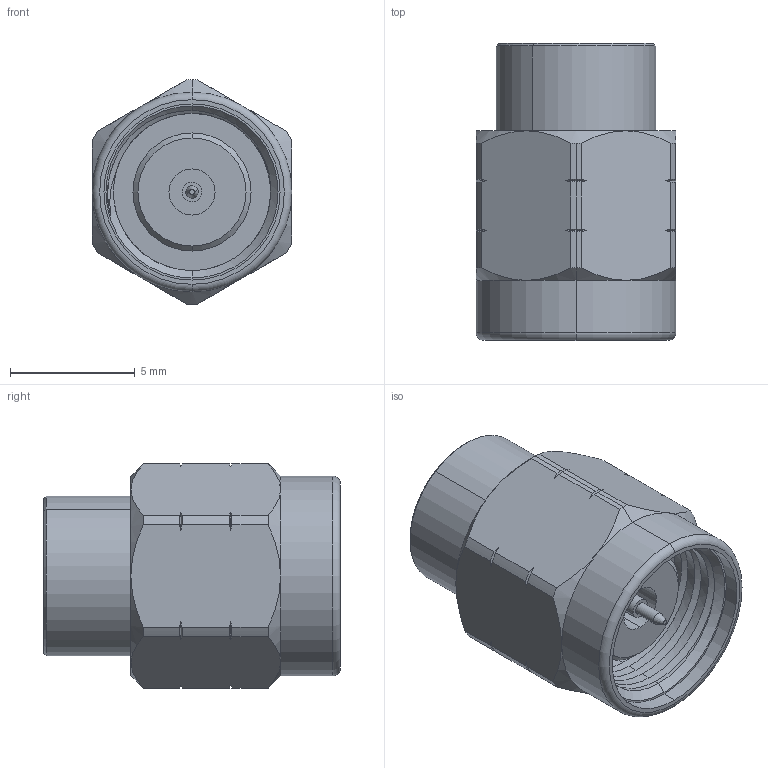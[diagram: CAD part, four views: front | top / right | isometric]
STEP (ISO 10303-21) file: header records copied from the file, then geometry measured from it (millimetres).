
FILE_DESCRIPTION (( 'STEP AP214' ), '1' );
FILE_NAME ('CM-VM-33-2, Defeatured.STEP', '2025-09-05T18:45:44', ( '' ), ( '' ), 'SwSTEP 2.0', 'SolidWorks 2021', '' );
FILE_SCHEMA (( 'AUTOMOTIVE_DESIGN' ));
Length unit declared in the file: inch
Products named in the file (1): CM-VM-33-2, Defeatured
Bounding box: 8 x 11.9 x 9 mm (x, y, z)
Volume: 403.3 mm3; surface area: 783.2 mm2
Topology: 3 solids, 3 shells, 141 faces, 344 edges, 220 vertices
Faces by surface type: cylinder 60, cone 54, plane 23, bspline 2, torus 2
Entity records: 7252 total; most frequent: CARTESIAN_POINT 2135, ORIENTED_EDGE 688, DIRECTION 675, EDGE_CURVE 344, AXIS2_PLACEMENT_3D 290, VERTEX_POINT 220, EDGE_LOOP 154, CIRCLE 150
